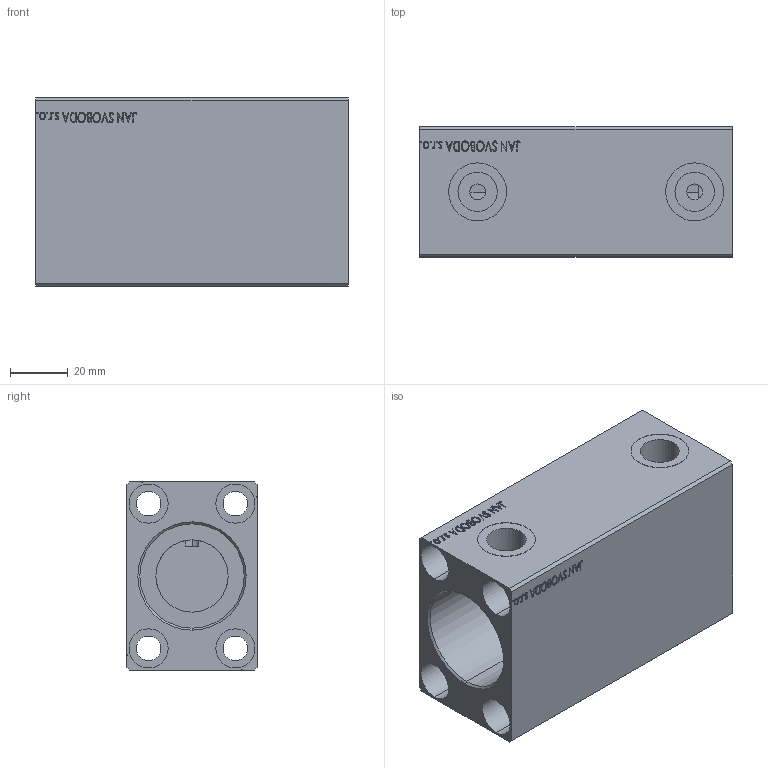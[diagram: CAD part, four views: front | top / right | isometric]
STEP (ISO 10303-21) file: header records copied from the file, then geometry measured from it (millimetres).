
FILE_DESCRIPTION (( 'STEP AP203' ), '1' );
FILE_NAME ('1073.STEP', '2022-04-07T15:10:48', ( '' ), ( '' ), 'SwSTEP 2.0', 'SolidWorks 2019', '' );
FILE_SCHEMA (( 'CONFIG_CONTROL_DESIGN' ));
Products named in the file (1): 1073
Bounding box: 108 x 45 x 65 mm (x, y, z)
Volume: 201753.6 mm3; surface area: 52638.5 mm2
Topology: 1 solids, 1 shells, 818 faces, 2116 edges, 1409 vertices
Faces by surface type: plane 394, bspline 380, cylinder 42, cone 2
Entity records: 42503 total; most frequent: CARTESIAN_POINT 24930, ORIENTED_EDGE 4232, DIRECTION 2314, EDGE_CURVE 2116, VERTEX_POINT 1409, LINE 1268, VECTOR 1268, EDGE_LOOP 939
